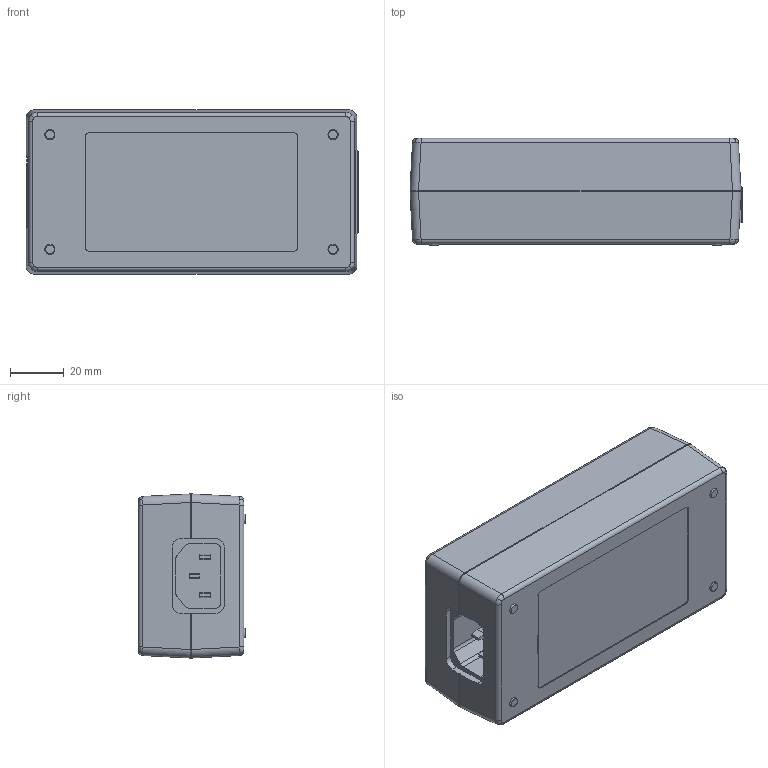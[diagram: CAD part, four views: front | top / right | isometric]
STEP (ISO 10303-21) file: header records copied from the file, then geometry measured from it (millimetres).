
FILE_DESCRIPTION (( 'STEP AP214' ), '1' );
FILE_NAME ('PS2424-POE.STEP', '2012-11-16T15:14:17', ( 'x' ), ( '' ), 'SwSTEP 2.0', 'SolidWorks 2012', '' );
FILE_SCHEMA (( 'AUTOMOTIVE_DESIGN' ));
Length unit declared in the file: inch
Products named in the file (1): PS2424-POE
Bounding box: 123.11 x 39.73 x 60.86 mm (x, y, z)
Volume: 273196.8 mm3; surface area: 31230.7 mm2
Topology: 1 solids, 1 shells, 439 faces, 1159 edges, 766 vertices
Faces by surface type: plane 256, bspline 137, cylinder 38, cone 8
Entity records: 24759 total; most frequent: CARTESIAN_POINT 9107, ORIENTED_EDGE 2318, DIRECTION 1547, EDGE_CURVE 1159, LINE 797, VECTOR 797, VERTEX_POINT 766, EDGE_LOOP 483
